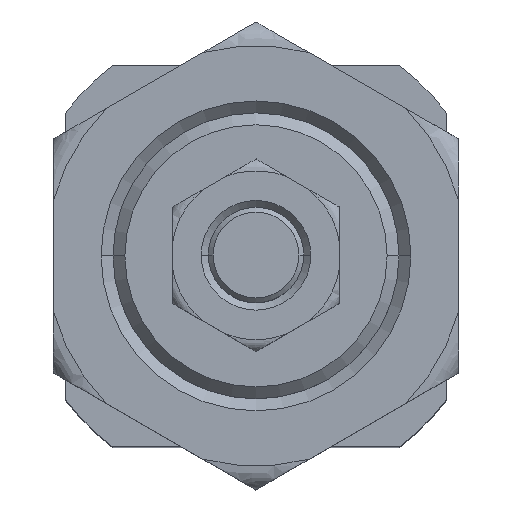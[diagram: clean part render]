
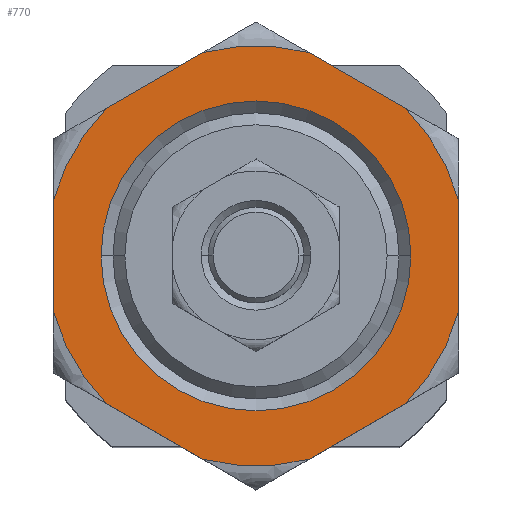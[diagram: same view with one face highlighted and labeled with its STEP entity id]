
A CAD part, top view. The second image highlights one B-rep face of the part: STEP entity #770.
In plain terms, the highlighted planar face has unit normal (0, 0, 1).
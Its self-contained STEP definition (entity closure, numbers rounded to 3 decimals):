
#590 = AXIS2_PLACEMENT_3D ( 'NONE', #3277, #3202, #3171 ) ;
#592 = AXIS2_PLACEMENT_3D ( 'NONE', #3370, #3369, #3273 ) ;
#598 = CIRCLE ( 'NONE', #590, 6.5 ) ;
#718 = EDGE_CURVE ( 'NONE', #3532, #3531, #2665, .T. ) ;
#730 = EDGE_CURVE ( 'NONE', #3530, #3542, #2704, .T. ) ;
#735 = EDGE_CURVE ( 'NONE', #3721, #3556, #2663, .T. ) ;
#736 = EDGE_CURVE ( 'NONE', #3525, #2288, #2276, .T. ) ;
#737 = EDGE_CURVE ( 'NONE', #3529, #3530, #2277, .T. ) ;
#742 = EDGE_CURVE ( 'NONE', #3535, #3525, #2640, .T. ) ;
#743 = EDGE_CURVE ( 'NONE', #2288, #3529, #2696, .T. ) ;
#744 = EDGE_CURVE ( 'NONE', #3556, #3535, #2280, .T. ) ;
#748 = EDGE_CURVE ( 'NONE', #3524, #3721, #2282, .T. ) ;
#750 = EDGE_CURVE ( 'NONE', #3539, #3717, #2685, .T. ) ;
#751 = EDGE_CURVE ( 'NONE', #3717, #3539, #598, .T. ) ;
#764 = EDGE_CURVE ( 'NONE', #3548, #3524, #4077, .T. ) ;
#765 = EDGE_CURVE ( 'NONE', #3531, #3548, #1999, .T. ) ;
#766 = EDGE_CURVE ( 'NONE', #3542, #3532, #2000, .T. ) ;
#770 = ADVANCED_FACE ( 'NONE', ( #2006, #2007 ), #3038, .T. ) ;
#1019 = CARTESIAN_POINT ( 'NONE',  ( 8.5, -2.335, 2. ) ) ;
#1020 = CARTESIAN_POINT ( 'NONE',  ( -2.228, 8.529, 2. ) ) ;
#1024 = CARTESIAN_POINT ( 'NONE',  ( -8.5, 2.335, 2. ) ) ;
#1025 = CARTESIAN_POINT ( 'NONE',  ( -8.5, -2.335, 2. ) ) ;
#1026 = CARTESIAN_POINT ( 'NONE',  ( 2.228, -8.529, 2. ) ) ;
#1027 = CARTESIAN_POINT ( 'NONE',  ( -2.228, -8.529, 2. ) ) ;
#1030 = CARTESIAN_POINT ( 'NONE',  ( 2.228, 8.529, 2. ) ) ;
#1034 = CARTESIAN_POINT ( 'NONE',  ( 6.5, 0., 2. ) ) ;
#1037 = CARTESIAN_POINT ( 'NONE',  ( -6.272, -6.194, 2. ) ) ;
#1043 = CARTESIAN_POINT ( 'NONE',  ( 6.272, -6.194, 2. ) ) ;
#1051 = CARTESIAN_POINT ( 'NONE',  ( 6.272, 6.194, 2. ) ) ;
#1082 = CARTESIAN_POINT ( 'NONE',  ( -6.5, 0., 2. ) ) ;
#1086 = CARTESIAN_POINT ( 'NONE',  ( 8.5, 2.335, 2. ) ) ;
#1259 = VECTOR ( 'NONE', #3258, 1000. ) ;
#1261 = VECTOR ( 'NONE', #3050, 1000. ) ;
#1266 = AXIS2_PLACEMENT_3D ( 'NONE', #2927, #3029, #3036 ) ;
#1641 = EDGE_LOOP ( 'NONE', ( #3908, #3916, #3903, #1806, #3904, #1812, #1807, #3912, #1810, #3914, #1817, #1815 ) ) ;
#1649 = EDGE_LOOP ( 'NONE', ( #1808, #1814 ) ) ;
#1806 = ORIENTED_EDGE ( 'NONE', *, *, #742, .T. ) ;
#1807 = ORIENTED_EDGE ( 'NONE', *, *, #737, .T. ) ;
#1808 = ORIENTED_EDGE ( 'NONE', *, *, #750, .F. ) ;
#1810 = ORIENTED_EDGE ( 'NONE', *, *, #766, .T. ) ;
#1812 = ORIENTED_EDGE ( 'NONE', *, *, #743, .T. ) ;
#1814 = ORIENTED_EDGE ( 'NONE', *, *, #751, .F. ) ;
#1815 = ORIENTED_EDGE ( 'NONE', *, *, #764, .T. ) ;
#1817 = ORIENTED_EDGE ( 'NONE', *, *, #765, .T. ) ;
#1999 = LINE ( 'NONE', #3257, #1259 ) ;
#2000 = LINE ( 'NONE', #3259, #1261 ) ;
#2006 = FACE_OUTER_BOUND ( 'NONE', #1641, .T. ) ;
#2007 = FACE_BOUND ( 'NONE', #1649, .T. ) ;
#2276 = LINE ( 'NONE', #3376, #2686 ) ;
#2277 = LINE ( 'NONE', #3384, #2668 ) ;
#2280 = LINE ( 'NONE', #3366, #2687 ) ;
#2282 = LINE ( 'NONE', #3434, #2673 ) ;
#2288 = VERTEX_POINT ( 'NONE', #3402 ) ;
#2634 = AXIS2_PLACEMENT_3D ( 'NONE', #3395, #3391, #3394 ) ;
#2640 = CIRCLE ( 'NONE', #2688, 8.815 ) ;
#2655 = AXIS2_PLACEMENT_3D ( 'NONE', #3003, #3004, #2998 ) ;
#2660 = AXIS2_PLACEMENT_3D ( 'NONE', #3338, #3341, #3322 ) ;
#2663 = CIRCLE ( 'NONE', #2655, 8.815 ) ;
#2665 = CIRCLE ( 'NONE', #2660, 8.815 ) ;
#2668 = VECTOR ( 'NONE', #3385, 1000. ) ;
#2671 = AXIS2_PLACEMENT_3D ( 'NONE', #3405, #3365, #3364 ) ;
#2673 = VECTOR ( 'NONE', #3433, 1000. ) ;
#2685 = CIRCLE ( 'NONE', #592, 6.5 ) ;
#2686 = VECTOR ( 'NONE', #3378, 1000. ) ;
#2687 = VECTOR ( 'NONE', #3357, 1000. ) ;
#2688 = AXIS2_PLACEMENT_3D ( 'NONE', #3002, #3001, #3380 ) ;
#2696 = CIRCLE ( 'NONE', #2671, 8.815 ) ;
#2704 = CIRCLE ( 'NONE', #2634, 8.815 ) ;
#2927 = CARTESIAN_POINT ( 'NONE',  ( 0., 9.815, 2. ) ) ;
#2998 = DIRECTION ( 'NONE',  ( 1., 0., 0. ) ) ;
#3001 = DIRECTION ( 'NONE',  ( 0., 0., 1. ) ) ;
#3002 = CARTESIAN_POINT ( 'NONE',  ( 0., 0., 2. ) ) ;
#3003 = CARTESIAN_POINT ( 'NONE',  ( 0., 0., 2. ) ) ;
#3004 = DIRECTION ( 'NONE',  ( 0., 0., 1. ) ) ;
#3029 = DIRECTION ( 'NONE',  ( 0., 0., 1. ) ) ;
#3036 = DIRECTION ( 'NONE',  ( 1., 0., 0. ) ) ;
#3038 = PLANE ( 'NONE',  #1266 ) ;
#3050 = DIRECTION ( 'NONE',  ( 0.866, -0.5, 0. ) ) ;
#3171 = DIRECTION ( 'NONE',  ( 1., 0., 0. ) ) ;
#3202 = DIRECTION ( 'NONE',  ( 0., 0., 1. ) ) ;
#3254 = CARTESIAN_POINT ( 'NONE',  ( 0., 0., 2. ) ) ;
#3255 = DIRECTION ( 'NONE',  ( 0., 0., 1. ) ) ;
#3256 = DIRECTION ( 'NONE',  ( 1., 0., 0. ) ) ;
#3257 = CARTESIAN_POINT ( 'NONE',  ( 0., -9.815, 2. ) ) ;
#3258 = DIRECTION ( 'NONE',  ( 0.866, 0.5, 0. ) ) ;
#3259 = CARTESIAN_POINT ( 'NONE',  ( -8.5, -4.907, 2. ) ) ;
#3273 = DIRECTION ( 'NONE',  ( 1., 0., 0. ) ) ;
#3277 = CARTESIAN_POINT ( 'NONE',  ( 0., 0., 2. ) ) ;
#3322 = DIRECTION ( 'NONE',  ( 1., 0., 0. ) ) ;
#3338 = CARTESIAN_POINT ( 'NONE',  ( 0., 0., 2. ) ) ;
#3341 = DIRECTION ( 'NONE',  ( 0., 0., 1. ) ) ;
#3357 = DIRECTION ( 'NONE',  ( -0.866, 0.5, 0. ) ) ;
#3364 = DIRECTION ( 'NONE',  ( 1., 0., 0. ) ) ;
#3365 = DIRECTION ( 'NONE',  ( 0., 0., 1. ) ) ;
#3366 = CARTESIAN_POINT ( 'NONE',  ( 8.5, 4.907, 2. ) ) ;
#3369 = DIRECTION ( 'NONE',  ( 0., 0., 1. ) ) ;
#3370 = CARTESIAN_POINT ( 'NONE',  ( 0., 0., 2. ) ) ;
#3376 = CARTESIAN_POINT ( 'NONE',  ( 0., 9.815, 2. ) ) ;
#3378 = DIRECTION ( 'NONE',  ( -0.866, -0.5, 0. ) ) ;
#3380 = DIRECTION ( 'NONE',  ( 1., 0., 0. ) ) ;
#3384 = CARTESIAN_POINT ( 'NONE',  ( -8.5, 4.907, 2. ) ) ;
#3385 = DIRECTION ( 'NONE',  ( 0., -1., 0. ) ) ;
#3391 = DIRECTION ( 'NONE',  ( 0., 0., 1. ) ) ;
#3394 = DIRECTION ( 'NONE',  ( 1., 0., 0. ) ) ;
#3395 = CARTESIAN_POINT ( 'NONE',  ( 0., 0., 2. ) ) ;
#3402 = CARTESIAN_POINT ( 'NONE',  ( -6.272, 6.194, 2. ) ) ;
#3405 = CARTESIAN_POINT ( 'NONE',  ( 0., 0., 2. ) ) ;
#3433 = DIRECTION ( 'NONE',  ( 0., 1., 0. ) ) ;
#3434 = CARTESIAN_POINT ( 'NONE',  ( 8.5, -4.907, 2. ) ) ;
#3524 = VERTEX_POINT ( 'NONE', #1019 ) ;
#3525 = VERTEX_POINT ( 'NONE', #1020 ) ;
#3529 = VERTEX_POINT ( 'NONE', #1024 ) ;
#3530 = VERTEX_POINT ( 'NONE', #1025 ) ;
#3531 = VERTEX_POINT ( 'NONE', #1026 ) ;
#3532 = VERTEX_POINT ( 'NONE', #1027 ) ;
#3535 = VERTEX_POINT ( 'NONE', #1030 ) ;
#3539 = VERTEX_POINT ( 'NONE', #1034 ) ;
#3542 = VERTEX_POINT ( 'NONE', #1037 ) ;
#3548 = VERTEX_POINT ( 'NONE', #1043 ) ;
#3556 = VERTEX_POINT ( 'NONE', #1051 ) ;
#3568 = AXIS2_PLACEMENT_3D ( 'NONE', #3254, #3255, #3256 ) ;
#3717 = VERTEX_POINT ( 'NONE', #1082 ) ;
#3721 = VERTEX_POINT ( 'NONE', #1086 ) ;
#3903 = ORIENTED_EDGE ( 'NONE', *, *, #744, .T. ) ;
#3904 = ORIENTED_EDGE ( 'NONE', *, *, #736, .T. ) ;
#3908 = ORIENTED_EDGE ( 'NONE', *, *, #748, .T. ) ;
#3912 = ORIENTED_EDGE ( 'NONE', *, *, #730, .T. ) ;
#3914 = ORIENTED_EDGE ( 'NONE', *, *, #718, .T. ) ;
#3916 = ORIENTED_EDGE ( 'NONE', *, *, #735, .T. ) ;
#4077 = CIRCLE ( 'NONE', #3568, 8.815 ) ;
